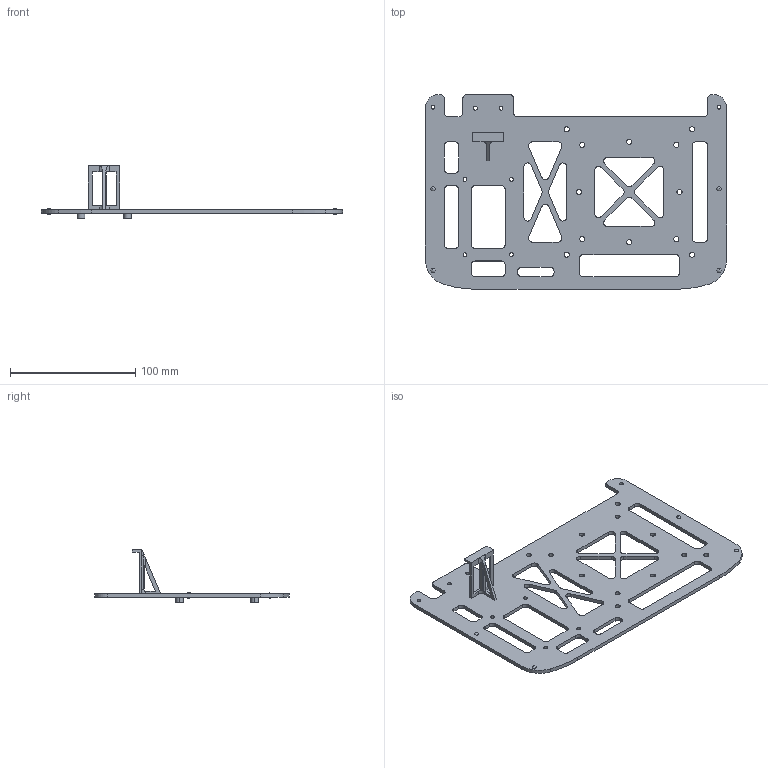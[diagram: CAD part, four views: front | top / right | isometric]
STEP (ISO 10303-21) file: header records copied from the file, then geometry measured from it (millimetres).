
FILE_DESCRIPTION (( 'STEP AP214' ), '1' );
FILE_NAME ('PCHolder.STEP', '2017-05-24T11:24:31', ( '' ), ( '' ), 'SwSTEP 2.0', 'SolidWorks 2016', '' );
FILE_SCHEMA (( 'AUTOMOTIVE_DESIGN' ));
Length unit declared in the file: millimetre
Products named in the file (2): PCHolder
Bounding box: 240 x 155 x 42 mm (x, y, z)
Volume: 74811.4 mm3; surface area: 59147.9 mm2
Topology: 1 solids, 1 shells, 218 faces, 659 edges, 444 vertices
Faces by surface type: cylinder 118, plane 92, sphere 8
Entity records: 7528 total; most frequent: DIRECTION 1327, CARTESIAN_POINT 1295, ORIENTED_EDGE 1270, EDGE_CURVE 635, AXIS2_PLACEMENT_3D 476, VERTEX_POINT 428, VECTOR 375, LINE 375
